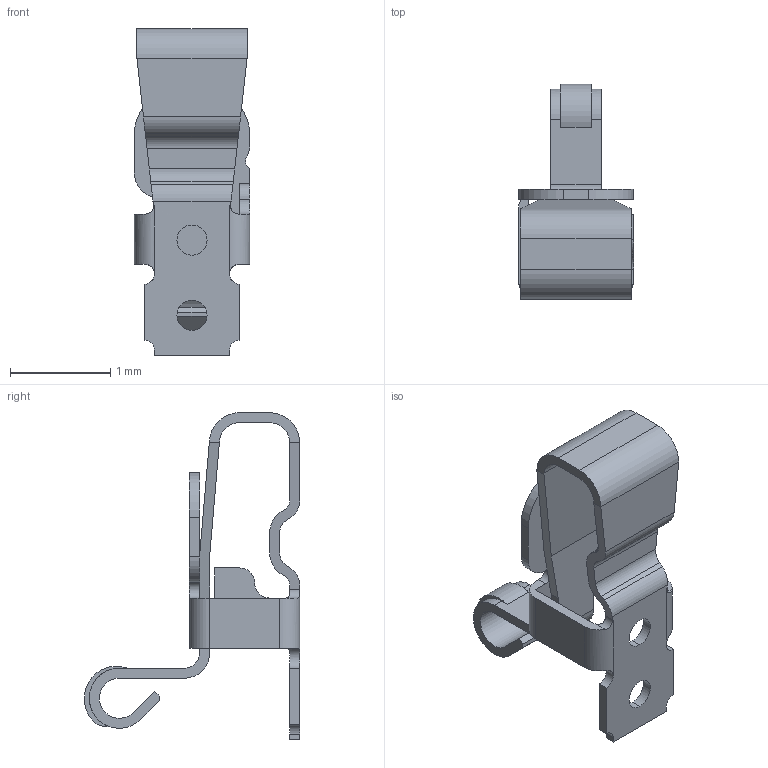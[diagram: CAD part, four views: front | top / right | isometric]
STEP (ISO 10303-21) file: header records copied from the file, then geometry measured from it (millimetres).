
FILE_DESCRIPTION((''),'2;1');
FILE_NAME('C-1551573-5','2012-08-16T',('workeradm'),('Tyco Electronics Ltd.'),'PRO/ENGINEER BY PARAMETRIC TECHNOLOGY CORPORATION, 2010430','PRO/ENGINEER BY PARAMETRIC TECHNOLOGY CORPORATION, 2010430','');
FILE_SCHEMA(('AUTOMOTIVE_DESIGN { 1 0 10303 214 1 1 1 1 }'));
Length unit declared in the file: millimetre
Products named in the file (1): C-1551573-5
Bounding box: 1.15 x 2.15 x 3.26 mm (x, y, z)
Volume: 0.9 mm3; surface area: 20.8 mm2
Topology: 1 solids, 1 shells, 105 faces, 303 edges, 198 vertices
Faces by surface type: plane 59, cylinder 46
Entity records: 3849 total; most frequent: CARTESIAN_POINT 790, ORIENTED_EDGE 606, DIRECTION 563, EDGE_CURVE 303, VECTOR 199, LINE 199, VERTEX_POINT 198, AXIS2_PLACEMENT_3D 182
